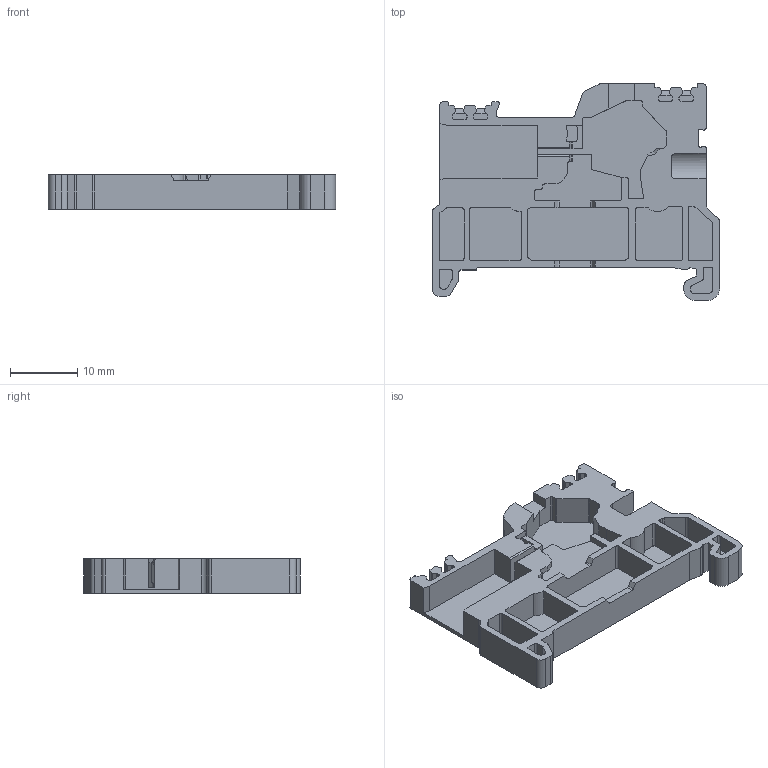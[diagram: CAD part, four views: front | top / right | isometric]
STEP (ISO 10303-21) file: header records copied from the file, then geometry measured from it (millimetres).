
FILE_DESCRIPTION(/* description */ (''),/* implementation_level */ '2;1');
FILE_NAME(/* name */ '3679.2.stp',/* time_stamp */ '2013-12-19T10:42:56+01:00',/* author */ (''),/* organization */ (''),/* preprocessor_version */ 'ST-DEVELOPER v14',/* originating_system */ 'SIEMENS PLM Software NX 8.0',/* authorisation */ '');
FILE_SCHEMA (('AP203_CONFIGURATION_CONTROLLED_3D_DESIGN_OF_MECHANICAL_PARTS_AND_ASSEMBLIES_MIM_LF { 1 0 10303 403 2 1 2}'));
Length unit declared in the file: millimetre
Products named in the file (1): scho07E87A811r4j
Bounding box: 42.7 x 32.2 x 5.1 mm (x, y, z)
Volume: 2882.8 mm3; surface area: 4134.4 mm2
Topology: 1 solids, 1 shells, 347 faces, 1016 edges, 677 vertices
Faces by surface type: plane 201, cylinder 146
Entity records: 11673 total; most frequent: CARTESIAN_POINT 2068, ORIENTED_EDGE 2032, DIRECTION 2007, EDGE_CURVE 1016, LINE 715, VECTOR 715, VERTEX_POINT 677, AXIS2_PLACEMENT_3D 646
